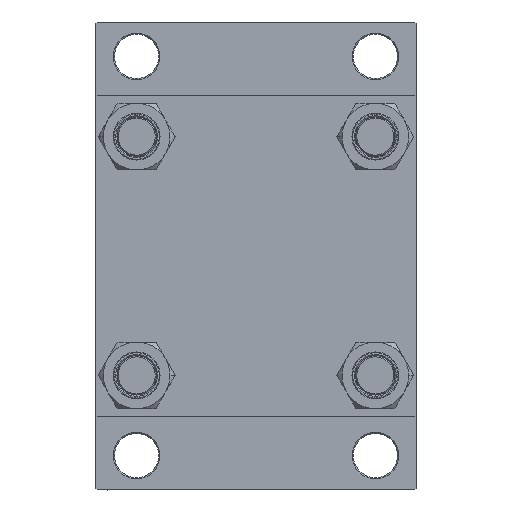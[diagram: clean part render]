
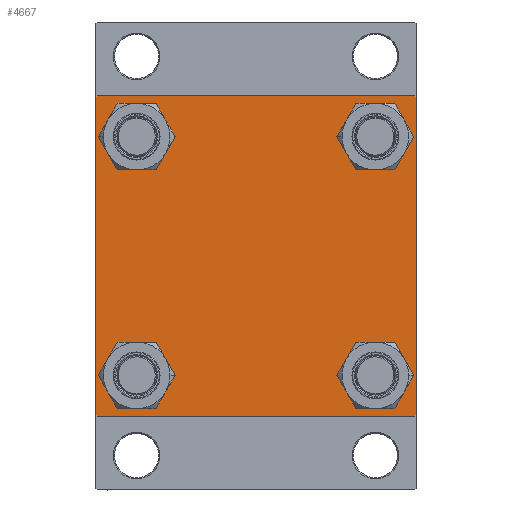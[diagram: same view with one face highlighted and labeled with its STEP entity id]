
A CAD part, left-side view. The second image highlights one B-rep face of the part: STEP entity #4667.
In plain terms, the highlighted planar face has unit normal (-1, 0, 0).
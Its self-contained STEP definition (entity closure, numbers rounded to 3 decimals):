
#563 = CIRCLE ( 'NONE', #20627, 8.5 ) ;
#959 = EDGE_CURVE ( 'NONE', #15640, #29199, #34134, .T. ) ;
#2022 = ORIENTED_EDGE ( 'NONE', *, *, #15277, .T. ) ;
#2538 = DIRECTION ( 'NONE',  ( 0., -1., 0. ) ) ;
#2603 = ORIENTED_EDGE ( 'NONE', *, *, #36241, .T. ) ;
#4019 = DIRECTION ( 'NONE',  ( 0., 0., 1. ) ) ;
#4333 = CARTESIAN_POINT ( 'NONE',  ( 0., -65., 64.5 ) ) ;
#4427 = LINE ( 'NONE', #26226, #13033 ) ;
#4546 = DIRECTION ( 'NONE',  ( 0., 0., 1. ) ) ;
#4572 = CARTESIAN_POINT ( 'NONE',  ( 0., 64.75, -64.75 ) ) ;
#4667 = ADVANCED_FACE ( 'NONE', ( #11569, #44512, #37478, #41130, #26343 ), #37949, .T. ) ;
#5235 = AXIS2_PLACEMENT_3D ( 'NONE', #37629, #30602, #16069 ) ;
#5726 = EDGE_CURVE ( 'NONE', #16444, #17291, #21402, .T. ) ;
#5778 = CARTESIAN_POINT ( 'NONE',  ( 0., 64.5, -65. ) ) ;
#5795 = EDGE_CURVE ( 'NONE', #20675, #32126, #563, .T. ) ;
#5819 = ORIENTED_EDGE ( 'NONE', *, *, #7094, .T. ) ;
#7053 = ORIENTED_EDGE ( 'NONE', *, *, #44162, .T. ) ;
#7094 = EDGE_CURVE ( 'NONE', #18329, #21732, #20656, .T. ) ;
#7115 = LINE ( 'NONE', #47787, #8739 ) ;
#7847 = CARTESIAN_POINT ( 'NONE',  ( 0., 48.45, -56.95 ) ) ;
#8388 = ORIENTED_EDGE ( 'NONE', *, *, #39485, .T. ) ;
#8575 = VERTEX_POINT ( 'NONE', #23404 ) ;
#8739 = VECTOR ( 'NONE', #40769, 1000. ) ;
#8857 = CARTESIAN_POINT ( 'NONE',  ( 0., -64.5, -65. ) ) ;
#8913 = CARTESIAN_POINT ( 'NONE',  ( 0., -64.5, 65. ) ) ;
#9028 = AXIS2_PLACEMENT_3D ( 'NONE', #40889, #11321, #4546 ) ;
#9058 = CARTESIAN_POINT ( 'NONE',  ( 0., -65., -64.5 ) ) ;
#9216 = EDGE_CURVE ( 'NONE', #15261, #29199, #4427, .T. ) ;
#9289 = EDGE_LOOP ( 'NONE', ( #14911, #2022, #20967, #27364, #22995, #34630, #35396, #34806 ) ) ;
#11262 = CARTESIAN_POINT ( 'NONE',  ( 0., 48.45, 48.45 ) ) ;
#11321 = DIRECTION ( 'NONE',  ( -1., 0., 0. ) ) ;
#11373 = CARTESIAN_POINT ( 'NONE',  ( 0., 65., -64.5 ) ) ;
#11535 = ORIENTED_EDGE ( 'NONE', *, *, #5795, .T. ) ;
#11569 = FACE_BOUND ( 'NONE', #39358, .T. ) ;
#11602 = CARTESIAN_POINT ( 'NONE',  ( 0., 48.45, -48.45 ) ) ;
#11786 = CARTESIAN_POINT ( 'NONE',  ( 0., -64.75, 64.75 ) ) ;
#12220 = EDGE_CURVE ( 'NONE', #15261, #45070, #19292, .T. ) ;
#12508 = LINE ( 'NONE', #33421, #44056 ) ;
#12540 = LINE ( 'NONE', #4572, #23289 ) ;
#12786 = CARTESIAN_POINT ( 'NONE',  ( 0., 48.45, 48.45 ) ) ;
#12892 = AXIS2_PLACEMENT_3D ( 'NONE', #11602, #21754, #14493 ) ;
#13033 = VECTOR ( 'NONE', #26463, 1000. ) ;
#13077 = DIRECTION ( 'NONE',  ( 1., 0., 0. ) ) ;
#13603 = CARTESIAN_POINT ( 'NONE',  ( 0., 65., 65. ) ) ;
#14399 = VECTOR ( 'NONE', #44558, 1000. ) ;
#14427 = EDGE_LOOP ( 'NONE', ( #42034, #5819 ) ) ;
#14476 = CARTESIAN_POINT ( 'NONE',  ( 0., -48.45, 48.45 ) ) ;
#14493 = DIRECTION ( 'NONE',  ( 0., 0., 1. ) ) ;
#14690 = VECTOR ( 'NONE', #44976, 1000. ) ;
#14729 = DIRECTION ( 'NONE',  ( 0., 0., 1. ) ) ;
#14911 = ORIENTED_EDGE ( 'NONE', *, *, #20509, .T. ) ;
#15261 = VERTEX_POINT ( 'NONE', #4333 ) ;
#15277 = EDGE_CURVE ( 'NONE', #25330, #46231, #12540, .T. ) ;
#15640 = VERTEX_POINT ( 'NONE', #8857 ) ;
#16069 = DIRECTION ( 'NONE',  ( 0., 0., 1. ) ) ;
#16158 = EDGE_CURVE ( 'NONE', #32126, #20675, #47376, .T. ) ;
#16444 = VERTEX_POINT ( 'NONE', #29121 ) ;
#16490 = EDGE_CURVE ( 'NONE', #45206, #35401, #7115, .T. ) ;
#16558 = CIRCLE ( 'NONE', #18883, 8.5 ) ;
#17221 = EDGE_CURVE ( 'NONE', #45206, #45070, #40057, .T. ) ;
#17291 = VERTEX_POINT ( 'NONE', #7847 ) ;
#18273 = CARTESIAN_POINT ( 'NONE',  ( 0., 65., 64.5 ) ) ;
#18329 = VERTEX_POINT ( 'NONE', #47801 ) ;
#18883 = AXIS2_PLACEMENT_3D ( 'NONE', #27598, #13077, #27128 ) ;
#19292 = LINE ( 'NONE', #11786, #14690 ) ;
#20509 = EDGE_CURVE ( 'NONE', #35401, #25330, #47271, .T. ) ;
#20627 = AXIS2_PLACEMENT_3D ( 'NONE', #12786, #26605, #31203 ) ;
#20656 = CIRCLE ( 'NONE', #5235, 8.5 ) ;
#20675 = VERTEX_POINT ( 'NONE', #32733 ) ;
#20967 = ORIENTED_EDGE ( 'NONE', *, *, #25320, .T. ) ;
#21316 = AXIS2_PLACEMENT_3D ( 'NONE', #14476, #21978, #14729 ) ;
#21402 = CIRCLE ( 'NONE', #12892, 8.5 ) ;
#21630 = EDGE_LOOP ( 'NONE', ( #11535, #24557 ) ) ;
#21732 = VERTEX_POINT ( 'NONE', #47692 ) ;
#21754 = DIRECTION ( 'NONE',  ( 1., 0., 0. ) ) ;
#21978 = DIRECTION ( 'NONE',  ( 1., 0., 0. ) ) ;
#22259 = DIRECTION ( 'NONE',  ( 0., -1., 0. ) ) ;
#22995 = ORIENTED_EDGE ( 'NONE', *, *, #9216, .F. ) ;
#23289 = VECTOR ( 'NONE', #30474, 1000. ) ;
#23404 = CARTESIAN_POINT ( 'NONE',  ( 0., -48.45, 56.95 ) ) ;
#24557 = ORIENTED_EDGE ( 'NONE', *, *, #16158, .T. ) ;
#25320 = EDGE_CURVE ( 'NONE', #46231, #15640, #12508, .T. ) ;
#25330 = VERTEX_POINT ( 'NONE', #11373 ) ;
#26151 = EDGE_CURVE ( 'NONE', #21732, #18329, #27071, .T. ) ;
#26226 = CARTESIAN_POINT ( 'NONE',  ( 0., -65., 65. ) ) ;
#26343 = FACE_OUTER_BOUND ( 'NONE', #9289, .T. ) ;
#26463 = DIRECTION ( 'NONE',  ( 0., 0., -1. ) ) ;
#26605 = DIRECTION ( 'NONE',  ( 1., 0., 0. ) ) ;
#27071 = CIRCLE ( 'NONE', #30196, 8.5 ) ;
#27128 = DIRECTION ( 'NONE',  ( 0., 0., 1. ) ) ;
#27274 = AXIS2_PLACEMENT_3D ( 'NONE', #11262, #47599, #4019 ) ;
#27364 = ORIENTED_EDGE ( 'NONE', *, *, #959, .T. ) ;
#27368 = AXIS2_PLACEMENT_3D ( 'NONE', #46826, #37706, #41367 ) ;
#27598 = CARTESIAN_POINT ( 'NONE',  ( 0., -48.45, 48.45 ) ) ;
#28242 = ORIENTED_EDGE ( 'NONE', *, *, #5726, .T. ) ;
#28347 = DIRECTION ( 'NONE',  ( 1., 0., 0. ) ) ;
#29121 = CARTESIAN_POINT ( 'NONE',  ( 0., 48.45, -39.95 ) ) ;
#29199 = VERTEX_POINT ( 'NONE', #9058 ) ;
#29775 = CARTESIAN_POINT ( 'NONE',  ( 0., -64.75, -64.75 ) ) ;
#29952 = CIRCLE ( 'NONE', #21316, 8.5 ) ;
#30196 = AXIS2_PLACEMENT_3D ( 'NONE', #32005, #28347, #46300 ) ;
#30474 = DIRECTION ( 'NONE',  ( 0., -0.707, -0.707 ) ) ;
#30602 = DIRECTION ( 'NONE',  ( 1., 0., 0. ) ) ;
#31089 = CARTESIAN_POINT ( 'NONE',  ( 0., -48.45, 39.95 ) ) ;
#31203 = DIRECTION ( 'NONE',  ( 0., 0., 1. ) ) ;
#31676 = CARTESIAN_POINT ( 'NONE',  ( 0., 64.5, 65. ) ) ;
#32005 = CARTESIAN_POINT ( 'NONE',  ( 0., -48.45, -48.45 ) ) ;
#32126 = VERTEX_POINT ( 'NONE', #41498 ) ;
#32733 = CARTESIAN_POINT ( 'NONE',  ( 0., 48.45, 56.95 ) ) ;
#33421 = CARTESIAN_POINT ( 'NONE',  ( 0., 65., -65. ) ) ;
#34134 = LINE ( 'NONE', #29775, #14399 ) ;
#34630 = ORIENTED_EDGE ( 'NONE', *, *, #12220, .T. ) ;
#34661 = VERTEX_POINT ( 'NONE', #31089 ) ;
#34806 = ORIENTED_EDGE ( 'NONE', *, *, #16490, .T. ) ;
#35396 = ORIENTED_EDGE ( 'NONE', *, *, #17221, .F. ) ;
#35401 = VERTEX_POINT ( 'NONE', #18273 ) ;
#35699 = CARTESIAN_POINT ( 'NONE',  ( 0., 65., 65. ) ) ;
#36241 = EDGE_CURVE ( 'NONE', #34661, #8575, #16558, .T. ) ;
#37037 = VECTOR ( 'NONE', #47034, 1000. ) ;
#37478 = FACE_BOUND ( 'NONE', #39073, .T. ) ;
#37629 = CARTESIAN_POINT ( 'NONE',  ( 0., -48.45, -48.45 ) ) ;
#37706 = DIRECTION ( 'NONE',  ( 1., 0., 0. ) ) ;
#37949 = PLANE ( 'NONE',  #9028 ) ;
#39073 = EDGE_LOOP ( 'NONE', ( #28242, #8388 ) ) ;
#39358 = EDGE_LOOP ( 'NONE', ( #7053, #2603 ) ) ;
#39485 = EDGE_CURVE ( 'NONE', #17291, #16444, #46746, .T. ) ;
#40043 = VECTOR ( 'NONE', #2538, 1000. ) ;
#40057 = LINE ( 'NONE', #35699, #40043 ) ;
#40769 = DIRECTION ( 'NONE',  ( 0., 0.707, -0.707 ) ) ;
#40889 = CARTESIAN_POINT ( 'NONE',  ( 0., 0., 0. ) ) ;
#41130 = FACE_BOUND ( 'NONE', #21630, .T. ) ;
#41367 = DIRECTION ( 'NONE',  ( 0., 0., 1. ) ) ;
#41498 = CARTESIAN_POINT ( 'NONE',  ( 0., 48.45, 39.95 ) ) ;
#42034 = ORIENTED_EDGE ( 'NONE', *, *, #26151, .T. ) ;
#44056 = VECTOR ( 'NONE', #22259, 1000. ) ;
#44162 = EDGE_CURVE ( 'NONE', #8575, #34661, #29952, .T. ) ;
#44512 = FACE_BOUND ( 'NONE', #14427, .T. ) ;
#44558 = DIRECTION ( 'NONE',  ( 0., -0.707, 0.707 ) ) ;
#44976 = DIRECTION ( 'NONE',  ( 0., 0.707, 0.707 ) ) ;
#45070 = VERTEX_POINT ( 'NONE', #8913 ) ;
#45206 = VERTEX_POINT ( 'NONE', #31676 ) ;
#46231 = VERTEX_POINT ( 'NONE', #5778 ) ;
#46300 = DIRECTION ( 'NONE',  ( 0., 0., 1. ) ) ;
#46746 = CIRCLE ( 'NONE', #27368, 8.5 ) ;
#46826 = CARTESIAN_POINT ( 'NONE',  ( 0., 48.45, -48.45 ) ) ;
#47034 = DIRECTION ( 'NONE',  ( 0., 0., -1. ) ) ;
#47271 = LINE ( 'NONE', #13603, #37037 ) ;
#47376 = CIRCLE ( 'NONE', #27274, 8.5 ) ;
#47599 = DIRECTION ( 'NONE',  ( 1., 0., 0. ) ) ;
#47692 = CARTESIAN_POINT ( 'NONE',  ( 0., -48.45, -39.95 ) ) ;
#47787 = CARTESIAN_POINT ( 'NONE',  ( 0., 64.75, 64.75 ) ) ;
#47801 = CARTESIAN_POINT ( 'NONE',  ( 0., -48.45, -56.95 ) ) ;
